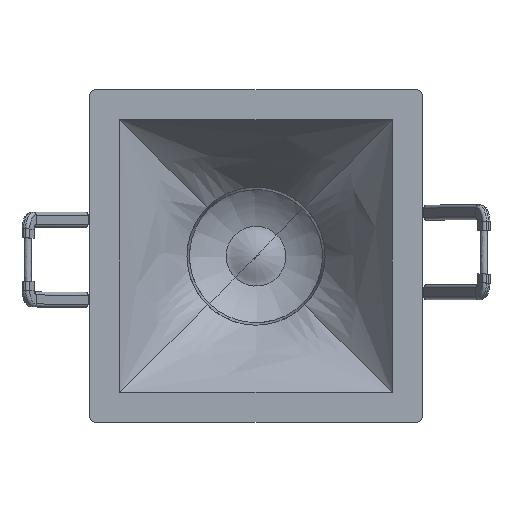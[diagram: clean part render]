
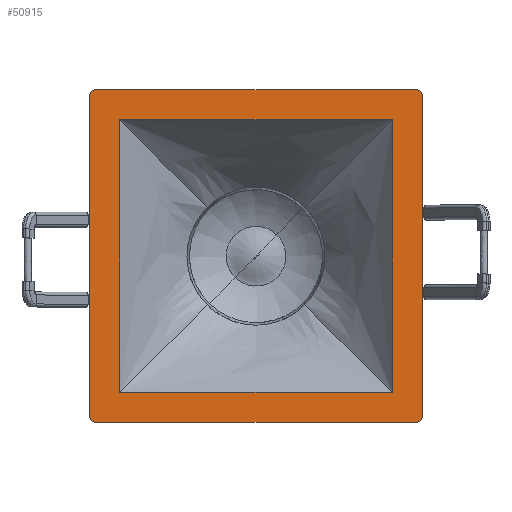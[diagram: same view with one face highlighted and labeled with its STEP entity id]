
A CAD part, top view. The second image highlights one B-rep face of the part: STEP entity #50915.
In plain terms, the highlighted planar face has unit normal (0, 0, 1).
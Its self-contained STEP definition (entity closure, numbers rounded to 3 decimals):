
#151 = ORIENTED_EDGE ( 'NONE', *, *, #46807, .T. ) ;
#1929 = CARTESIAN_POINT ( 'NONE',  ( 569.869, 27.564, 0. ) ) ;
#3001 = VERTEX_POINT ( 'NONE', #35155 ) ;
#3116 = CARTESIAN_POINT ( 'NONE',  ( 515.469, -25.836, 0. ) ) ;
#3336 = ORIENTED_EDGE ( 'NONE', *, *, #38819, .F. ) ;
#3478 = CARTESIAN_POINT ( 'NONE',  ( 564.869, -21.836, 0. ) ) ;
#4649 = ORIENTED_EDGE ( 'NONE', *, *, #10101, .F. ) ;
#5916 = CARTESIAN_POINT ( 'NONE',  ( 569.869, -25.836, 0. ) ) ;
#7821 = CARTESIAN_POINT ( 'NONE',  ( 569.869, -26.836, 0. ) ) ;
#10101 = EDGE_CURVE ( 'NONE', #18077, #10452, #79287, .T. ) ;
#10452 = VERTEX_POINT ( 'NONE', #54822 ) ;
#11590 = VERTEX_POINT ( 'NONE', #58363 ) ;
#12474 = ORIENTED_EDGE ( 'NONE', *, *, #68272, .T. ) ;
#14243 = EDGE_CURVE ( 'NONE', #10452, #71389, #52329, .T. ) ;
#15296 = AXIS2_PLACEMENT_3D ( 'NONE', #28157, #34375, #41428 ) ;
#15908 = DIRECTION ( 'NONE',  ( 0., -1., 0. ) ) ;
#16087 = DIRECTION ( 'NONE',  ( -1., 0., 0. ) ) ;
#16529 = DIRECTION ( 'NONE',  ( 1., 0., 0. ) ) ;
#17248 = CARTESIAN_POINT ( 'NONE',  ( 519.469, 23.564, 0. ) ) ;
#18077 = VERTEX_POINT ( 'NONE', #43464 ) ;
#19059 = DIRECTION ( 'NONE',  ( 0., 0., 1. ) ) ;
#21016 = VERTEX_POINT ( 'NONE', #1929 ) ;
#21898 = CARTESIAN_POINT ( 'NONE',  ( 519.469, -21.836, 0. ) ) ;
#24172 = VECTOR ( 'NONE', #61520, 1000. ) ;
#28157 = CARTESIAN_POINT ( 'NONE',  ( 515.469, 27.564, 0. ) ) ;
#29077 = VECTOR ( 'NONE', #50893, 1000. ) ;
#29649 = CARTESIAN_POINT ( 'NONE',  ( 514.469, 27.564, 0. ) ) ;
#29763 = VECTOR ( 'NONE', #16529, 1000. ) ;
#30621 = LINE ( 'NONE', #79830, #30685 ) ;
#30685 = VECTOR ( 'NONE', #68685, 1000. ) ;
#31662 = VERTEX_POINT ( 'NONE', #5916 ) ;
#34019 = ORIENTED_EDGE ( 'NONE', *, *, #80673, .T. ) ;
#34375 = DIRECTION ( 'NONE',  ( 0., 0., 1. ) ) ;
#35155 = CARTESIAN_POINT ( 'NONE',  ( 568.869, -26.836, 0. ) ) ;
#35940 = PLANE ( 'NONE',  #60879 ) ;
#37116 = DIRECTION ( 'NONE',  ( 0., 0., 1. ) ) ;
#37844 = VERTEX_POINT ( 'NONE', #73921 ) ;
#38096 = CARTESIAN_POINT ( 'NONE',  ( 568.869, -25.836, 0. ) ) ;
#38819 = EDGE_CURVE ( 'NONE', #48866, #18077, #53807, .T. ) ;
#39434 = VECTOR ( 'NONE', #63392, 1000. ) ;
#40276 = ORIENTED_EDGE ( 'NONE', *, *, #78951, .F. ) ;
#40372 = DIRECTION ( 'NONE',  ( 0., 0., 1. ) ) ;
#40792 = DIRECTION ( 'NONE',  ( 0., 1., 0. ) ) ;
#41223 = EDGE_CURVE ( 'NONE', #21016, #11590, #42438, .T. ) ;
#41252 = ORIENTED_EDGE ( 'NONE', *, *, #55350, .T. ) ;
#41428 = DIRECTION ( 'NONE',  ( 0., 1., 0. ) ) ;
#41587 = CARTESIAN_POINT ( 'NONE',  ( 519.469, -21.836, 0. ) ) ;
#41815 = CIRCLE ( 'NONE', #15296, 1. ) ;
#42216 = VERTEX_POINT ( 'NONE', #67250 ) ;
#42438 = CIRCLE ( 'NONE', #72765, 1. ) ;
#42571 = CARTESIAN_POINT ( 'NONE',  ( 542.169, 0.864, 0. ) ) ;
#43032 = VECTOR ( 'NONE', #15908, 1000. ) ;
#43464 = CARTESIAN_POINT ( 'NONE',  ( 564.869, 23.564, 0. ) ) ;
#43572 = LINE ( 'NONE', #79931, #72150 ) ;
#45984 = LINE ( 'NONE', #69994, #39434 ) ;
#46777 = CARTESIAN_POINT ( 'NONE',  ( 564.869, -21.836, 0. ) ) ;
#46807 = EDGE_CURVE ( 'NONE', #31662, #21016, #45984, .T. ) ;
#47553 = DIRECTION ( 'NONE',  ( 0., 0., -1. ) ) ;
#47751 = CARTESIAN_POINT ( 'NONE',  ( 515.469, -26.836, 0. ) ) ;
#47994 = LINE ( 'NONE', #21898, #29763 ) ;
#48627 = ORIENTED_EDGE ( 'NONE', *, *, #64551, .T. ) ;
#48866 = VERTEX_POINT ( 'NONE', #3478 ) ;
#49004 = ORIENTED_EDGE ( 'NONE', *, *, #41223, .T. ) ;
#50735 = CARTESIAN_POINT ( 'NONE',  ( 568.869, 27.564, 0. ) ) ;
#50893 = DIRECTION ( 'NONE',  ( 1., 0., 0. ) ) ;
#50915 = ADVANCED_FACE ( 'NONE', ( #78518, #60352 ), #35940, .F. ) ;
#51655 = ORIENTED_EDGE ( 'NONE', *, *, #14243, .F. ) ;
#52329 = LINE ( 'NONE', #41587, #43032 ) ;
#53807 = LINE ( 'NONE', #46777, #73886 ) ;
#54822 = CARTESIAN_POINT ( 'NONE',  ( 519.469, 23.564, 0. ) ) ;
#55350 = EDGE_CURVE ( 'NONE', #11590, #42216, #30621, .T. ) ;
#58363 = CARTESIAN_POINT ( 'NONE',  ( 568.869, 28.564, 0. ) ) ;
#59645 = CARTESIAN_POINT ( 'NONE',  ( 519.469, -21.836, 0. ) ) ;
#60008 = ORIENTED_EDGE ( 'NONE', *, *, #65855, .T. ) ;
#60352 = FACE_OUTER_BOUND ( 'NONE', #73002, .T. ) ;
#60407 = DIRECTION ( 'NONE',  ( 0., 1., 0. ) ) ;
#60879 = AXIS2_PLACEMENT_3D ( 'NONE', #42571, #47553, #16087 ) ;
#61424 = EDGE_CURVE ( 'NONE', #42216, #74195, #41815, .T. ) ;
#61520 = DIRECTION ( 'NONE',  ( -1., 0., 0. ) ) ;
#62182 = DIRECTION ( 'NONE',  ( 0., -1., 0. ) ) ;
#63392 = DIRECTION ( 'NONE',  ( 0., 1., 0. ) ) ;
#63448 = AXIS2_PLACEMENT_3D ( 'NONE', #38096, #19059, #63732 ) ;
#63555 = DIRECTION ( 'NONE',  ( 0., 1., 0. ) ) ;
#63732 = DIRECTION ( 'NONE',  ( 0., 1., 0. ) ) ;
#64551 = EDGE_CURVE ( 'NONE', #37844, #65786, #69941, .T. ) ;
#65300 = ORIENTED_EDGE ( 'NONE', *, *, #61424, .T. ) ;
#65786 = VERTEX_POINT ( 'NONE', #47751 ) ;
#65855 = EDGE_CURVE ( 'NONE', #65786, #3001, #76499, .T. ) ;
#67250 = CARTESIAN_POINT ( 'NONE',  ( 515.469, 28.564, 0. ) ) ;
#68272 = EDGE_CURVE ( 'NONE', #3001, #31662, #74012, .T. ) ;
#68685 = DIRECTION ( 'NONE',  ( -1., 0., 0. ) ) ;
#69941 = CIRCLE ( 'NONE', #80477, 1. ) ;
#69994 = CARTESIAN_POINT ( 'NONE',  ( 569.869, -23.336, 0. ) ) ;
#71389 = VERTEX_POINT ( 'NONE', #59645 ) ;
#72150 = VECTOR ( 'NONE', #62182, 1000. ) ;
#72765 = AXIS2_PLACEMENT_3D ( 'NONE', #50735, #37116, #63555 ) ;
#73002 = EDGE_LOOP ( 'NONE', ( #34019, #48627, #60008, #12474, #151, #49004, #41252, #65300 ) ) ;
#73886 = VECTOR ( 'NONE', #60407, 1000. ) ;
#73921 = CARTESIAN_POINT ( 'NONE',  ( 514.469, -25.836, 0. ) ) ;
#74012 = CIRCLE ( 'NONE', #63448, 1. ) ;
#74195 = VERTEX_POINT ( 'NONE', #29649 ) ;
#76499 = LINE ( 'NONE', #7821, #29077 ) ;
#78518 = FACE_BOUND ( 'NONE', #79894, .T. ) ;
#78951 = EDGE_CURVE ( 'NONE', #71389, #48866, #47994, .T. ) ;
#79287 = LINE ( 'NONE', #17248, #24172 ) ;
#79830 = CARTESIAN_POINT ( 'NONE',  ( 517.969, 28.564, 0. ) ) ;
#79894 = EDGE_LOOP ( 'NONE', ( #51655, #4649, #3336, #40276 ) ) ;
#79931 = CARTESIAN_POINT ( 'NONE',  ( 514.469, -23.336, 0. ) ) ;
#80477 = AXIS2_PLACEMENT_3D ( 'NONE', #3116, #40372, #40792 ) ;
#80673 = EDGE_CURVE ( 'NONE', #74195, #37844, #43572, .T. ) ;
